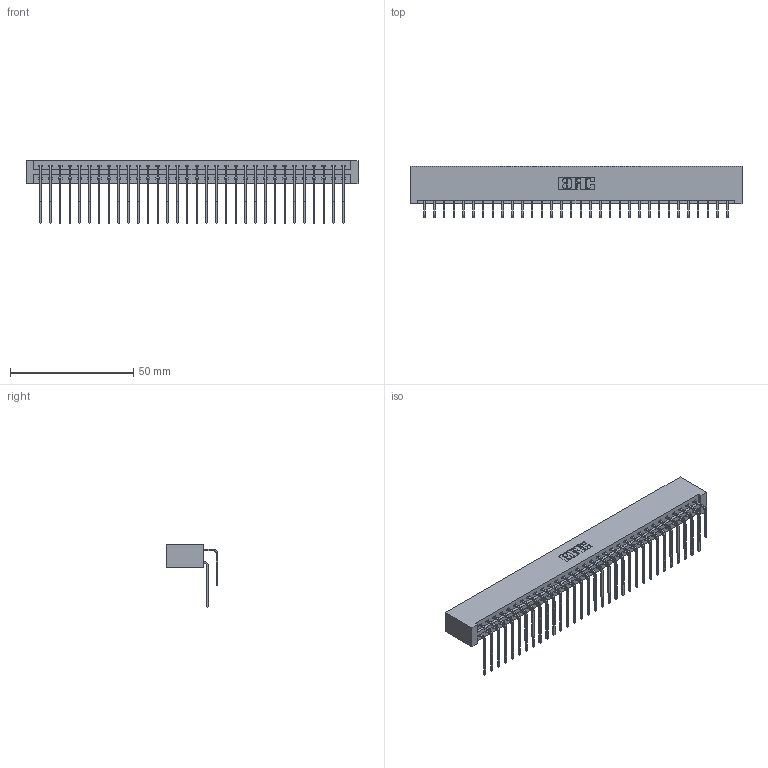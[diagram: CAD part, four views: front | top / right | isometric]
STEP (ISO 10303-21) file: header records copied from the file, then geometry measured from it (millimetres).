
FILE_DESCRIPTION (( 'STEP AP203' ), '1' );
FILE_NAME ('337-064-559-201.STEP', '2018-08-11T06:46:52', ( '' ), ( '' ), 'SwSTEP 2.0', 'SolidWorks 2016', '' );
FILE_SCHEMA (( 'CONFIG_CONTROL_DESIGN' ));
Length unit declared in the file: inch
Products named in the file (4): 345-292-001_559 Tail - 2; 337-064-559-201; 337 Part_No Mounting Lugs; 345-292-001_558 559 Tail - 1
Assembly tree (65 placements, depth 2):
  337-064-559-201
    337 Part_No Mounting Lugs
    345-292-001_558 559 Tail - 1  x32
    345-292-001_559 Tail - 2  x32
Bounding box: 134.67 x 20.9 x 25.53 mm (x, y, z)
Volume: 15189.5 mm3; surface area: 18984.6 mm2
Topology: 65 solids, 65 shells, 3690 faces, 10975 edges, 7230 vertices
Faces by surface type: plane 2626, cylinder 1064
Entity records: 27611 total; most frequent: CARTESIAN_POINT 4705, ORIENTED_EDGE 4590, DIRECTION 3995, EDGE_CURVE 2295, VECTOR 2135, LINE 2135, VERTEX_POINT 1526, AXIS2_PLACEMENT_3D 930
